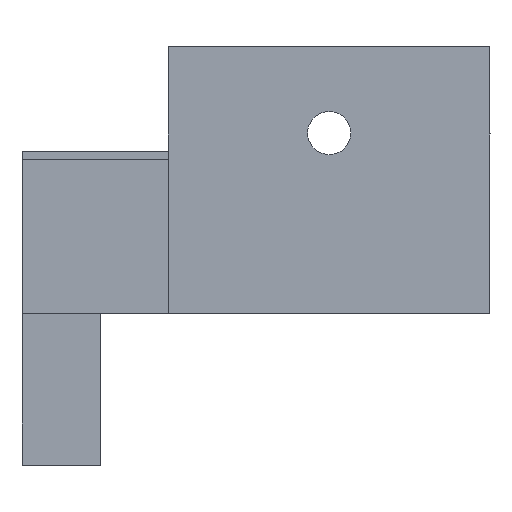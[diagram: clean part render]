
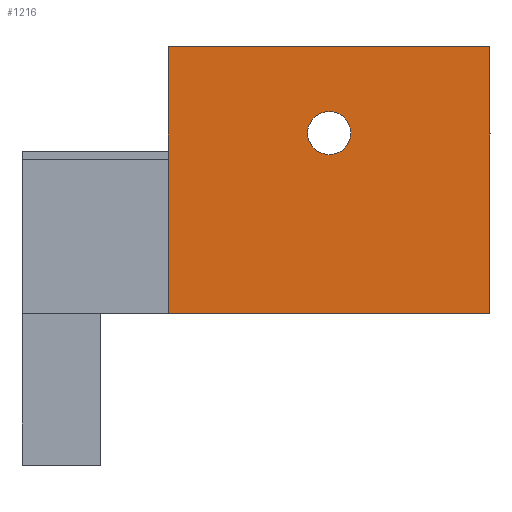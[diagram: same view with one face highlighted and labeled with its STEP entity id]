
A CAD part, front view. The second image highlights one B-rep face of the part: STEP entity #1216.
In plain terms, the highlighted planar face has unit normal (0, -1, 0).
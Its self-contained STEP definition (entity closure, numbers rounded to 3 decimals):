
#26=FACE_BOUND('',#190,.T.);
#64=PLANE('',#1304);
#120=FACE_OUTER_BOUND('',#189,.T.);
#189=EDGE_LOOP('',(#1034,#1035,#1036,#1037));
#190=EDGE_LOOP('',(#1038));
#229=LINE('',#1663,#380);
#237=LINE('',#1686,#388);
#257=LINE('',#1735,#408);
#320=LINE('',#1872,#471);
#380=VECTOR('',#1350,10.);
#388=VECTOR('',#1368,10.);
#408=VECTOR('',#1406,10.);
#471=VECTOR('',#1537,10.);
#530=CIRCLE('',#1267,2.75);
#550=VERTEX_POINT('',#1657);
#552=VERTEX_POINT('',#1661);
#561=VERTEX_POINT('',#1683);
#562=VERTEX_POINT('',#1685);
#574=VERTEX_POINT('',#1713);
#667=EDGE_CURVE('',#550,#552,#229,.T.);
#677=EDGE_CURVE('',#561,#562,#237,.T.);
#692=EDGE_CURVE('',#574,#574,#530,.T.);
#701=EDGE_CURVE('',#562,#552,#257,.T.);
#772=EDGE_CURVE('',#550,#561,#320,.T.);
#1034=ORIENTED_EDGE('',*,*,#772,.F.);
#1035=ORIENTED_EDGE('',*,*,#667,.T.);
#1036=ORIENTED_EDGE('',*,*,#701,.F.);
#1037=ORIENTED_EDGE('',*,*,#677,.F.);
#1038=ORIENTED_EDGE('',*,*,#692,.T.);
#1216=ADVANCED_FACE('',(#120,#26),#64,.T.);
#1267=AXIS2_PLACEMENT_3D('',#1715,#1390,#1391);
#1304=AXIS2_PLACEMENT_3D('',#1871,#1535,#1536);
#1350=DIRECTION('',(0.,0.,1.));
#1368=DIRECTION('',(0.,0.,1.));
#1390=DIRECTION('center_axis',(0.,1.,0.));
#1391=DIRECTION('ref_axis',(-1.,0.,0.));
#1406=DIRECTION('',(1.,0.,0.));
#1535=DIRECTION('center_axis',(0.,-1.,0.));
#1536=DIRECTION('ref_axis',(1.,0.,0.));
#1537=DIRECTION('',(-1.,0.,0.));
#1657=CARTESIAN_POINT('',(20.5,-20.5,10.05));
#1661=CARTESIAN_POINT('',(20.5,-20.5,44.05));
#1663=CARTESIAN_POINT('',(20.5,-20.5,10.05));
#1683=CARTESIAN_POINT('',(-20.5,-20.5,10.05));
#1685=CARTESIAN_POINT('',(-20.5,-20.5,44.05));
#1686=CARTESIAN_POINT('',(-20.5,-20.5,10.05));
#1713=CARTESIAN_POINT('',(2.75,-20.5,33.05));
#1715=CARTESIAN_POINT('Origin',(0.,-20.5,
33.05));
#1735=CARTESIAN_POINT('',(20.5,-20.5,44.05));
#1871=CARTESIAN_POINT('Origin',(-20.5,-20.5,10.05));
#1872=CARTESIAN_POINT('',(20.5,-20.5,10.05));
